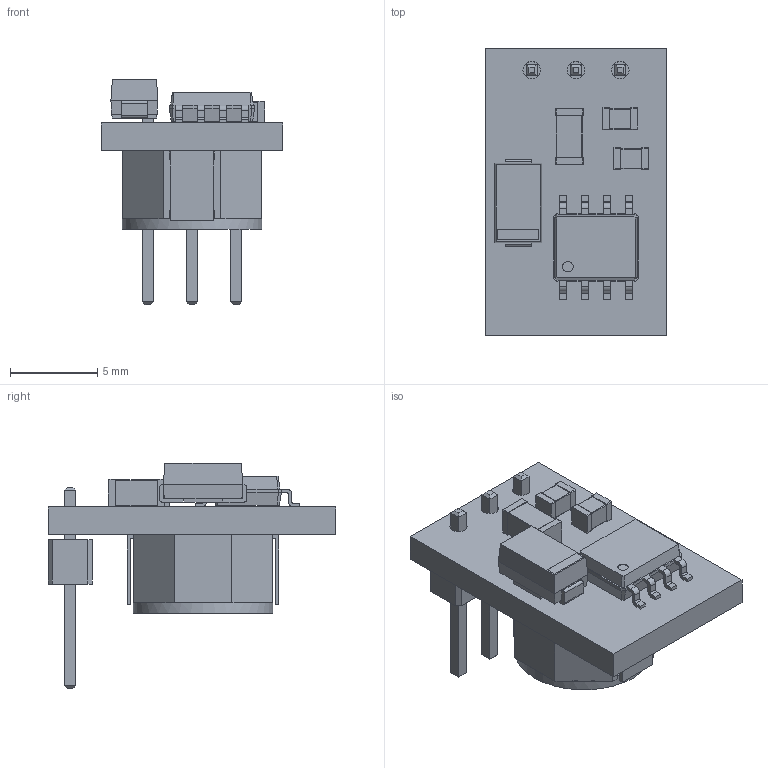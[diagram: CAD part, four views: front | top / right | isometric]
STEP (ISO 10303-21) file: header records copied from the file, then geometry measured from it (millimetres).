
FILE_DESCRIPTION(('FreeCAD Model'),'2;1');
FILE_NAME('Converter_DCDC_muRata_OKI-78SR_horizontal.step','2018-09-27T16:40:26',( 'kicad StepUp'),('ksu MCAD'),'Open CASCADE STEP processor 7.2', 'FreeCAD','Unknown');
FILE_SCHEMA(('AUTOMOTIVE_DESIGN { 1 0 10303 214 1 1 1 1 }'));
Length unit declared in the file: millimetre
Products named in the file (1): Converter_DCDC_muRata_OKI-78SR_horizontal
Bounding box: 10.41 x 16.51 x 12.92 mm (x, y, z)
Volume: 551.4 mm3; surface area: 1127 mm2
Topology: 4 solids, 4 shells, 406 faces, 1079 edges, 687 vertices
Faces by surface type: plane 282, cylinder 82, bspline 42
Full cylindrical faces by diameter (mm): 0.6 x1, 1 x3, 3 x1, 5 x1, 6.3 x1, 8 x1
Entity records: 8302 total; most frequent: ORIENTED_EDGE 1734, EDGE_CURVE 1079, CARTESIAN_POINT 1068, LINE 756, VERTEX_POINT 687, AXIS2_PLACEMENT_3D 470, FACE_BOUND 446, EDGE_LOOP 446
